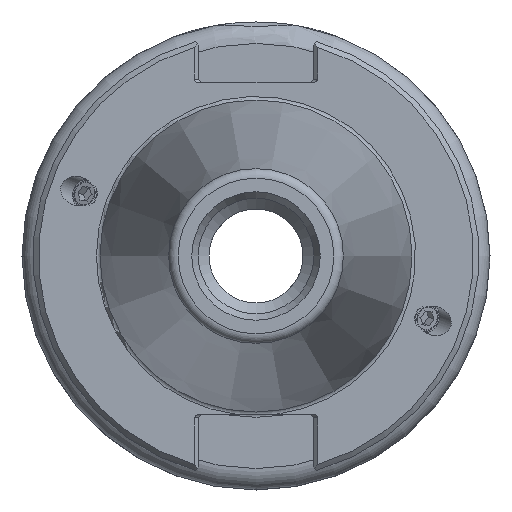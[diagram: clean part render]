
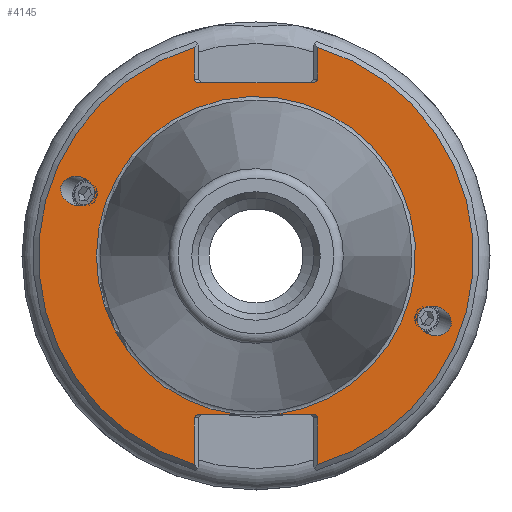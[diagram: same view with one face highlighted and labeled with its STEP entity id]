
A CAD part, left-side view. The second image highlights one B-rep face of the part: STEP entity #4145.
In plain terms, the highlighted planar face has unit normal (-1, 0, 0).
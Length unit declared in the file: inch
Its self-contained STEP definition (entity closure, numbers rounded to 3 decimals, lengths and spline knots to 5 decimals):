
#506=CARTESIAN_POINT('',(0.125,-0.90631,-0.32987));
#507=VERTEX_POINT('',#506);
#508=CARTESIAN_POINT('',(0.125,-0.99889,-0.36357));
#509=DIRECTION('',(1.0,0.0,0.0));
#510=DIRECTION('',(0.0,-0.94,-0.342));
#511=AXIS2_PLACEMENT_3D('',#508,#509,#510);
#512=ELLIPSE('',#511,0.09853,0.08071);
#513=EDGE_CURVE('',#507,#507,#512,.T.);
#586=CARTESIAN_POINT('',(0.125,0.90631,0.32987));
#587=VERTEX_POINT('',#586);
#588=CARTESIAN_POINT('',(0.125,0.99889,0.36357));
#589=DIRECTION('',(1.0,0.0,0.0));
#590=DIRECTION('',(0.0,0.94,0.342));
#591=AXIS2_PLACEMENT_3D('',#588,#589,#590);
#592=ELLIPSE('',#591,0.09853,0.08071);
#593=EDGE_CURVE('',#587,#587,#592,.T.);
#3191=CARTESIAN_POINT('',(0.125,0.345,0.992));
#3192=VERTEX_POINT('',#3191);
#3199=CARTESIAN_POINT('',(0.125,0.31672,0.972));
#3200=VERTEX_POINT('',#3199);
#3201=CARTESIAN_POINT('',(0.125,0.31672,0.992));
#3202=DIRECTION('',(-1.0,0.0,0.0));
#3203=DIRECTION('',(0.0,1.0,0.0));
#3204=AXIS2_PLACEMENT_3D('',#3201,#3202,#3203);
#3205=ELLIPSE('',#3204,0.02828,0.02);
#3206=EDGE_CURVE('',#3192,#3200,#3205,.T.);
#3291=CARTESIAN_POINT('',(0.125,0.345,1.1702));
#3292=VERTEX_POINT('',#3291);
#3299=CARTESIAN_POINT('',(0.125,0.345,1.1702));
#3300=DIRECTION('',(0.0,0.0,-1.0));
#3301=VECTOR('',#3300,0.1782);
#3302=LINE('',#3299,#3301);
#3303=EDGE_CURVE('',#3292,#3192,#3302,.T.);
#3403=CARTESIAN_POINT('',(0.125,-0.31672,0.972));
#3404=VERTEX_POINT('',#3403);
#3411=CARTESIAN_POINT('',(0.125,-0.345,0.992));
#3412=VERTEX_POINT('',#3411);
#3413=CARTESIAN_POINT('',(0.125,-0.31672,0.992));
#3414=DIRECTION('',(-1.0,0.0,0.0));
#3415=DIRECTION('',(0.0,-1.0,0.0));
#3416=AXIS2_PLACEMENT_3D('',#3413,#3414,#3415);
#3417=ELLIPSE('',#3416,0.02828,0.02);
#3418=EDGE_CURVE('',#3404,#3412,#3417,.T.);
#3468=CARTESIAN_POINT('',(0.125,-0.345,1.1702));
#3469=VERTEX_POINT('',#3468);
#3470=CARTESIAN_POINT('',(0.125,-0.345,0.992));
#3471=DIRECTION('',(0.0,0.0,1.0));
#3472=VECTOR('',#3471,0.1782);
#3473=LINE('',#3470,#3472);
#3474=EDGE_CURVE('',#3412,#3469,#3473,.T.);
#3492=CARTESIAN_POINT('',(0.125,-0.345,-0.908));
#3493=VERTEX_POINT('',#3492);
#3494=CARTESIAN_POINT('',(0.125,-0.31672,-0.888));
#3495=VERTEX_POINT('',#3494);
#3496=CARTESIAN_POINT('',(0.125,-0.31672,-0.908));
#3497=DIRECTION('',(-1.0,0.0,0.0));
#3498=DIRECTION('',(0.0,-1.0,0.0));
#3499=AXIS2_PLACEMENT_3D('',#3496,#3497,#3498);
#3500=ELLIPSE('',#3499,0.02828,0.02);
#3501=EDGE_CURVE('',#3493,#3495,#3500,.T.);
#3599=CARTESIAN_POINT('',(0.125,-0.345,-1.1702));
#3600=VERTEX_POINT('',#3599);
#3607=CARTESIAN_POINT('',(0.125,-0.345,-1.1702));
#3608=DIRECTION('',(0.0,0.0,1.0));
#3609=VECTOR('',#3608,0.2622);
#3610=LINE('',#3607,#3609);
#3611=EDGE_CURVE('',#3600,#3493,#3610,.T.);
#3711=CARTESIAN_POINT('',(0.125,0.31672,-0.888));
#3712=VERTEX_POINT('',#3711);
#3719=CARTESIAN_POINT('',(0.125,0.345,-0.908));
#3720=VERTEX_POINT('',#3719);
#3721=CARTESIAN_POINT('',(0.125,0.31672,-0.908));
#3722=DIRECTION('',(-1.0,0.0,0.0));
#3723=DIRECTION('',(0.0,1.0,0.0));
#3724=AXIS2_PLACEMENT_3D('',#3721,#3722,#3723);
#3725=ELLIPSE('',#3724,0.02828,0.02);
#3726=EDGE_CURVE('',#3712,#3720,#3725,.T.);
#3776=CARTESIAN_POINT('',(0.125,0.345,-1.1702));
#3777=VERTEX_POINT('',#3776);
#3778=CARTESIAN_POINT('',(0.125,0.345,-0.908));
#3779=DIRECTION('',(0.0,0.0,-1.0));
#3780=VECTOR('',#3779,0.2622);
#3781=LINE('',#3778,#3780);
#3782=EDGE_CURVE('',#3720,#3777,#3781,.T.);
#3849=CARTESIAN_POINT('',(0.125,0.31672,0.972));
#3850=DIRECTION('',(0.0,-1.0,0.0));
#3851=VECTOR('',#3850,0.63343);
#3852=LINE('',#3849,#3851);
#3853=EDGE_CURVE('',#3200,#3404,#3852,.T.);
#4057=CARTESIAN_POINT('',(0.125,-0.11172,-0.888));
#4058=VERTEX_POINT('',#4057);
#4059=CARTESIAN_POINT('',(0.125,0.11172,-0.888));
#4060=VERTEX_POINT('',#4059);
#4075=CARTESIAN_POINT('',(0.125,0.,0.0));
#4076=DIRECTION('',(-1.0,0.0,0.0));
#4077=DIRECTION('',(0.0,-1.0,0.0));
#4078=AXIS2_PLACEMENT_3D('',#4075,#4076,#4077);
#4079=CIRCLE('',#4078,0.895);
#4080=EDGE_CURVE('',#4058,#4060,#4079,.T.);
#4096=CARTESIAN_POINT('',(0.125,1.0625,0.0));
#4097=DIRECTION('',(-1.0,0.0,0.0));
#4098=DIRECTION('',(0.0,0.0,1.0));
#4099=AXIS2_PLACEMENT_3D('',#4096,#4097,#4098);
#4100=PLANE('',#4099);
#4101=ORIENTED_EDGE('',*,*,#4080,.F.);
#4102=CARTESIAN_POINT('',(0.125,-0.31672,-0.888));
#4103=DIRECTION('',(0.0,1.0,0.0));
#4104=VECTOR('',#4103,0.205);
#4105=LINE('',#4102,#4104);
#4106=EDGE_CURVE('',#3495,#4058,#4105,.T.);
#4107=ORIENTED_EDGE('',*,*,#4106,.F.);
#4108=ORIENTED_EDGE('',*,*,#3501,.F.);
#4109=ORIENTED_EDGE('',*,*,#3611,.F.);
#4110=CARTESIAN_POINT('',(0.125,0.,0.0));
#4111=DIRECTION('',(1.0,0.0,0.0));
#4112=DIRECTION('',(0.0,-1.0,0.0));
#4113=AXIS2_PLACEMENT_3D('',#4110,#4111,#4112);
#4114=CIRCLE('',#4113,1.22);
#4115=EDGE_CURVE('',#3469,#3600,#4114,.T.);
#4116=ORIENTED_EDGE('',*,*,#4115,.F.);
#4117=ORIENTED_EDGE('',*,*,#3474,.F.);
#4118=ORIENTED_EDGE('',*,*,#3418,.F.);
#4119=ORIENTED_EDGE('',*,*,#3853,.F.);
#4120=ORIENTED_EDGE('',*,*,#3206,.F.);
#4121=ORIENTED_EDGE('',*,*,#3303,.F.);
#4122=CARTESIAN_POINT('',(0.125,0.,0.0));
#4123=DIRECTION('',(1.0,0.0,0.0));
#4124=DIRECTION('',(0.0,1.0,0.0));
#4125=AXIS2_PLACEMENT_3D('',#4122,#4123,#4124);
#4126=CIRCLE('',#4125,1.22);
#4127=EDGE_CURVE('',#3777,#3292,#4126,.T.);
#4128=ORIENTED_EDGE('',*,*,#4127,.F.);
#4129=ORIENTED_EDGE('',*,*,#3782,.F.);
#4130=ORIENTED_EDGE('',*,*,#3726,.F.);
#4131=CARTESIAN_POINT('',(0.125,0.11172,-0.888));
#4132=DIRECTION('',(0.0,1.0,0.0));
#4133=VECTOR('',#4132,0.205);
#4134=LINE('',#4131,#4133);
#4135=EDGE_CURVE('',#4060,#3712,#4134,.T.);
#4136=ORIENTED_EDGE('',*,*,#4135,.F.);
#4137=EDGE_LOOP('',(#4101,#4107,#4108,#4109,#4116,#4117,#4118,#4119,#4120,#4121,#4128,#4129,#4130,#4136));
#4138=FACE_OUTER_BOUND('',#4137,.T.);
#4139=ORIENTED_EDGE('',*,*,#513,.T.);
#4140=EDGE_LOOP('',(#4139));
#4141=FACE_BOUND('',#4140,.T.);
#4142=ORIENTED_EDGE('',*,*,#593,.T.);
#4143=EDGE_LOOP('',(#4142));
#4144=FACE_BOUND('',#4143,.T.);
#4145=ADVANCED_FACE('',(#4138,#4141,#4144),#4100,.T.);
